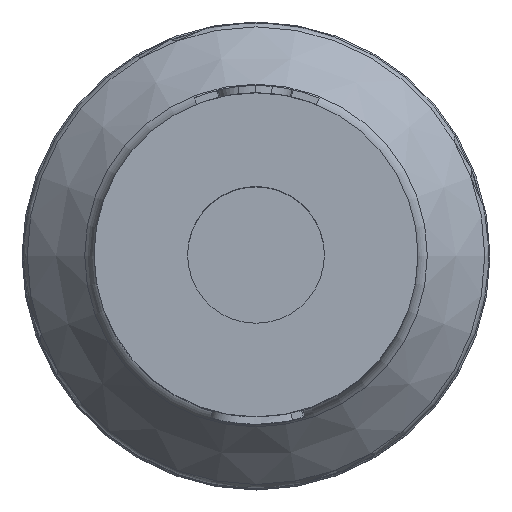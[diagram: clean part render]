
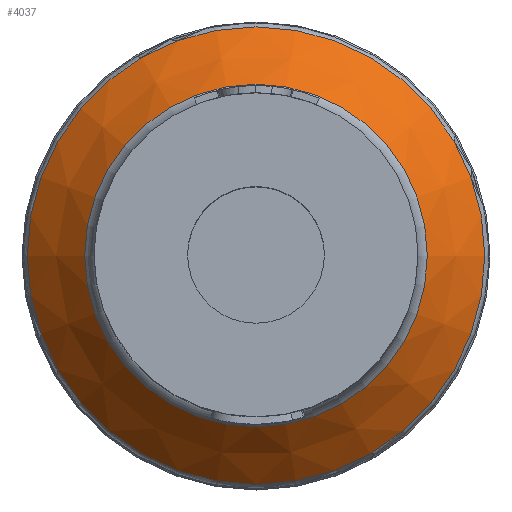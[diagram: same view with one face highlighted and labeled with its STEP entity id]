
A CAD part, top view. The second image highlights one B-rep face of the part: STEP entity #4037.
In plain terms, the highlighted conical face has half-angle 42.129 degrees and reference radius 4.5 mm.
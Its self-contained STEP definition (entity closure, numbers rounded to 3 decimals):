
#169=CONICAL_SURFACE('',#4337,4.5,0.735);
#577=CIRCLE('',#4338,4.758);
#578=CIRCLE('',#4339,6.355);
#1011=ORIENTED_EDGE('',*,*,#2183,.T.);
#1012=ORIENTED_EDGE('',*,*,#2184,.T.);
#2183=EDGE_CURVE('',#2783,#2783,#577,.T.);
#2184=EDGE_CURVE('',#2784,#2784,#578,.T.);
#2783=VERTEX_POINT('',#6197);
#2784=VERTEX_POINT('',#6199);
#3462=EDGE_LOOP('',(#1011));
#3463=EDGE_LOOP('',(#1012));
#3740=FACE_BOUND('',#3462,.T.);
#3741=FACE_BOUND('',#3463,.T.);
#4037=ADVANCED_FACE('',(#3740,#3741),#169,.T.);
#4337=AXIS2_PLACEMENT_3D('',#6195,#4646,#4647);
#4338=AXIS2_PLACEMENT_3D('',#6196,#4648,#4649);
#4339=AXIS2_PLACEMENT_3D('',#6198,#4650,#4651);
#4646=DIRECTION('',(0.,0.,-1.));
#4647=DIRECTION('',(-1.,0.,0.));
#4648=DIRECTION('',(0.,0.,-1.));
#4649=DIRECTION('',(-1.,0.,0.));
#4650=DIRECTION('',(0.,0.,1.));
#4651=DIRECTION('',(1.,0.,0.));
#6195=CARTESIAN_POINT('',(0.,0.,-11.151));
#6196=CARTESIAN_POINT('',(0.,0.,-11.436));
#6197=CARTESIAN_POINT('',(-4.758,0.,-11.436));
#6198=CARTESIAN_POINT('',(0.,0.,-13.202));
#6199=CARTESIAN_POINT('',(6.355,0.,-13.202));
